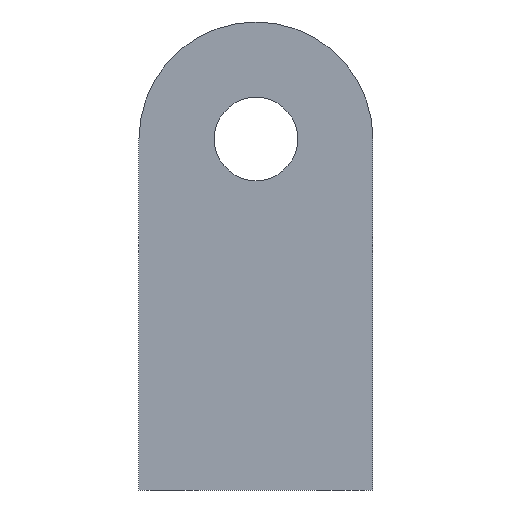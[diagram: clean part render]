
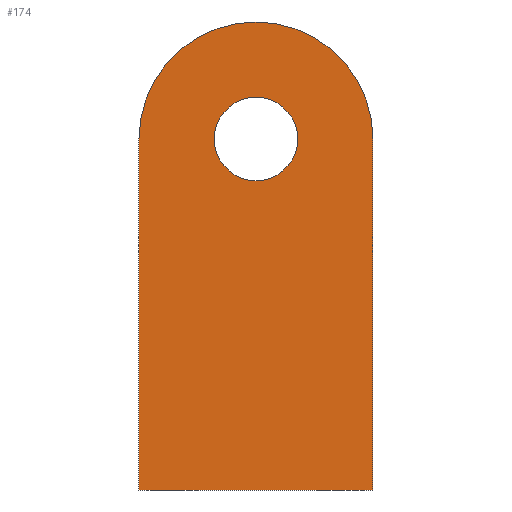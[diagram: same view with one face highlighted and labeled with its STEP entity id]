
A CAD part, left-side view. The second image highlights one B-rep face of the part: STEP entity #174.
In plain terms, the highlighted planar face has unit normal (-1, 0, 0).
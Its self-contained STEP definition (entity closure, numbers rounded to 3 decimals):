
#15=FACE_BOUND('',#45,.T.);
#22=PLANE('',#216);
#33=FACE_OUTER_BOUND('',#44,.T.);
#44=EDGE_LOOP('',(#143,#144,#145,#146));
#45=EDGE_LOOP('',(#147));
#59=LINE('',#308,#72);
#60=LINE('',#311,#73);
#61=LINE('',#312,#74);
#72=VECTOR('',#259,10.);
#73=VECTOR('',#262,10.);
#74=VECTOR('',#263,10.);
#78=CIRCLE('',#202,2.5);
#81=CIRCLE('',#206,7.);
#86=VERTEX_POINT('',#275);
#90=VERTEX_POINT('',#284);
#91=VERTEX_POINT('',#286);
#96=VERTEX_POINT('',#304);
#98=VERTEX_POINT('',#310);
#100=EDGE_CURVE('',#86,#86,#78,.T.);
#105=EDGE_CURVE('',#91,#90,#81,.T.);
#115=EDGE_CURVE('',#96,#91,#59,.T.);
#116=EDGE_CURVE('',#98,#96,#60,.T.);
#117=EDGE_CURVE('',#98,#90,#61,.T.);
#143=ORIENTED_EDGE('',*,*,#116,.T.);
#144=ORIENTED_EDGE('',*,*,#115,.T.);
#145=ORIENTED_EDGE('',*,*,#105,.T.);
#146=ORIENTED_EDGE('',*,*,#117,.F.);
#147=ORIENTED_EDGE('',*,*,#100,.T.);
#174=ADVANCED_FACE('',(#33,#15),#22,.T.);
#202=AXIS2_PLACEMENT_3D('',#276,#224,#225);
#206=AXIS2_PLACEMENT_3D('',#287,#234,#235);
#216=AXIS2_PLACEMENT_3D('',#309,#260,#261);
#224=DIRECTION('center_axis',(1.,0.,0.));
#225=DIRECTION('ref_axis',(0.,0.,
1.));
#234=DIRECTION('center_axis',(-1.,0.,0.));
#235=DIRECTION('ref_axis',(0.,0.,
-1.));
#259=DIRECTION('',(0.,0.,1.));
#260=DIRECTION('center_axis',(-1.,0.,0.));
#261=DIRECTION('ref_axis',(0.,-1.,0.));
#262=DIRECTION('',(0.,-1.,0.));
#263=DIRECTION('',(0.,0.,1.));
#275=CARTESIAN_POINT('',(-79.,-74.,18.5));
#276=CARTESIAN_POINT('Origin',(-79.,-74.,21.));
#284=CARTESIAN_POINT('',(-79.,-67.,21.));
#286=CARTESIAN_POINT('',(-79.,-81.,21.));
#287=CARTESIAN_POINT('Origin',(-79.,-74.,21.));
#304=CARTESIAN_POINT('',(-79.,-81.,0.));
#308=CARTESIAN_POINT('',(-79.,-81.,0.));
#309=CARTESIAN_POINT('Origin',(-79.,-67.,0.));
#310=CARTESIAN_POINT('',(-79.,-67.,0.));
#311=CARTESIAN_POINT('',(-79.,-67.,0.));
#312=CARTESIAN_POINT('',(-79.,-67.,0.));
